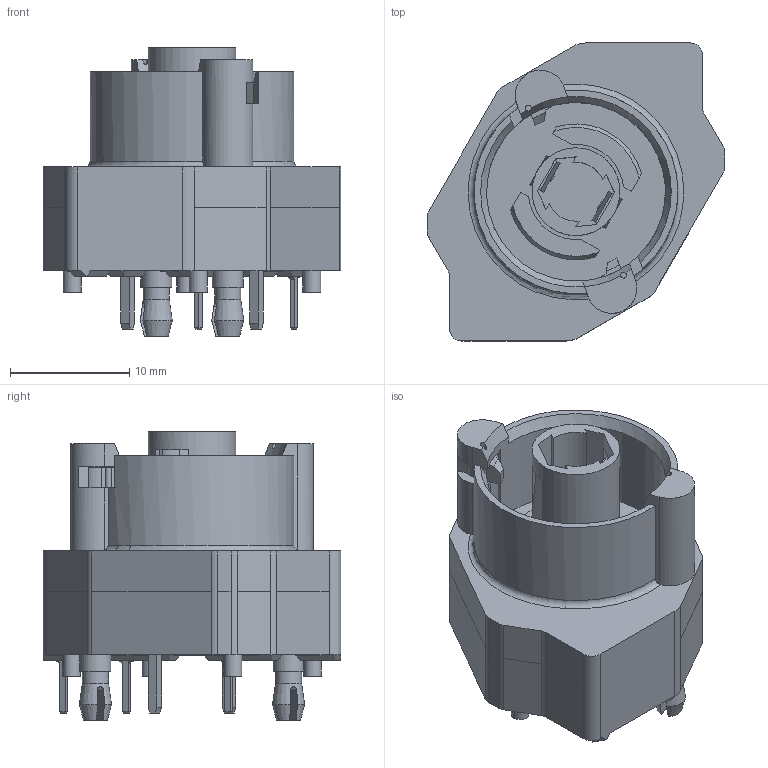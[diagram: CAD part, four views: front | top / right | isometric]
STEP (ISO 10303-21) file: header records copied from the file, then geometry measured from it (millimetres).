
FILE_DESCRIPTION(/* description */ (''),/* implementation_level */ '2;1');
FILE_NAME(/* name */ 'CZTLP.stp',/* time_stamp */ '2016-04-14T14:09:17+02:00',/* author */ ('mharscher'),/* organization */ (''),/* preprocessor_version */ 'ST-DEVELOPER v15.2',/* originating_system */ 'Autodesk Inventor 2014',/* authorisation */ '');
FILE_SCHEMA (('CONFIG_CONTROL_DESIGN'));
Length unit declared in the file: centimetre
Products named in the file (1): CZTLP
Bounding box: 25 x 25 x 24.2 mm (x, y, z)
Volume: 4831 mm3; surface area: 3420.2 mm2
Topology: 1 solids, 1 shells, 588 faces, 1602 edges, 1060 vertices
Faces by surface type: plane 416, cylinder 80, bspline 72, cone 16, sphere 2, torus 2
Full cylindrical faces by diameter (mm): 0.5 x2, 1.5 x4, 2.2 x2, 2.6 x4, 3.6 x1, 7.37 x1
Entity records: 18829 total; most frequent: CARTESIAN_POINT 4443, ORIENTED_EDGE 3150, DIRECTION 2640, EDGE_CURVE 1575, LINE 1164, VECTOR 1164, VERTEX_POINT 1051, AXIS2_PLACEMENT_3D 738
